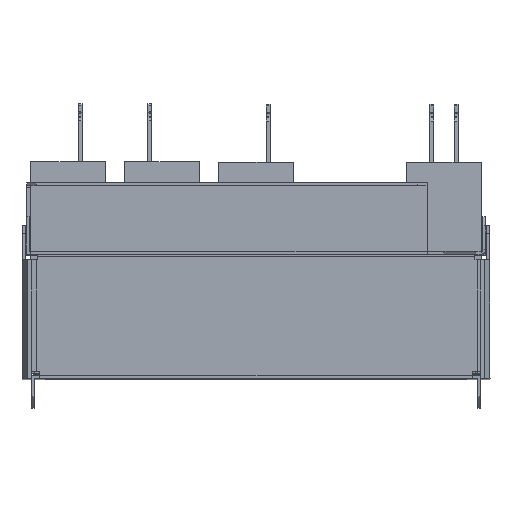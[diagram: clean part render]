
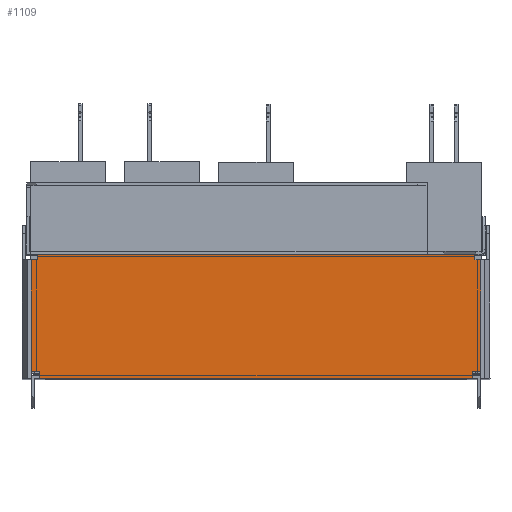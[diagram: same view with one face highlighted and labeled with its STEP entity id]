
A CAD part, top view. The second image highlights one B-rep face of the part: STEP entity #1109.
In plain terms, the highlighted planar face has unit normal (0, 0, 1).
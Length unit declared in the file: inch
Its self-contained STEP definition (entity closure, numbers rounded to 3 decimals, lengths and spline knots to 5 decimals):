
#108=DIRECTION('',(-1.,0.,0.));
#109=VECTOR('',#108,9.17323);
#110=CARTESIAN_POINT('',(14.16518,12.12598,20.3937));
#111=LINE('',#110,#109);
#124=DIRECTION('',(0.,1.,0.));
#125=VECTOR('',#124,0.11811);
#126=CARTESIAN_POINT('',(14.16518,12.00787,20.3937));
#127=LINE('',#126,#125);
#144=DIRECTION('',(0.,-1.,0.));
#145=VECTOR('',#144,0.11811);
#146=CARTESIAN_POINT('',(4.99195,12.12598,20.3937));
#147=LINE('',#146,#145);
#172=DIRECTION('',(0.,-1.,0.));
#173=VECTOR('',#172,0.1378);
#174=CARTESIAN_POINT('',(5.05101,9.66535,20.3937));
#175=LINE('',#174,#173);
#200=DIRECTION('',(0.,1.,0.));
#201=VECTOR('',#200,0.1378);
#202=CARTESIAN_POINT('',(14.10612,9.52756,20.3937));
#203=LINE('',#202,#201);
#312=DIRECTION('',(1.,0.,0.));
#313=VECTOR('',#312,9.05512);
#314=CARTESIAN_POINT('',(5.05101,9.52756,20.3937));
#315=LINE('',#314,#313);
#320=DIRECTION('',(1.,0.,0.));
#321=VECTOR('',#320,0.11811);
#322=CARTESIAN_POINT('',(14.16518,12.00787,20.3937));
#323=LINE('',#322,#321);
#324=DIRECTION('',(0.,-1.,0.));
#325=VECTOR('',#324,2.34252);
#326=CARTESIAN_POINT('',(14.28329,12.00787,20.3937));
#327=LINE('',#326,#325);
#328=DIRECTION('',(1.,0.,0.));
#329=VECTOR('',#328,0.17717);
#330=CARTESIAN_POINT('',(4.87384,9.66535,20.3937));
#331=LINE('',#330,#329);
#353=DIRECTION('',(-1.,0.,0.));
#354=VECTOR('',#353,0.11811);
#355=CARTESIAN_POINT('',(4.99195,12.00787,20.3937));
#356=LINE('',#355,#354);
#378=DIRECTION('',(0.,-1.,0.));
#379=VECTOR('',#378,2.34252);
#380=CARTESIAN_POINT('',(4.87384,12.00787,20.3937));
#381=LINE('',#380,#379);
#426=DIRECTION('',(1.,0.,0.));
#427=VECTOR('',#426,0.17717);
#428=CARTESIAN_POINT('',(14.10612,9.66535,20.3937));
#429=LINE('',#428,#427);
#559=CARTESIAN_POINT('',(14.16518,12.12598,20.3937));
#561=VERTEX_POINT('',#559);
#562=CARTESIAN_POINT('',(4.99195,12.12598,20.3937));
#563=VERTEX_POINT('',#562);
#572=CARTESIAN_POINT('',(14.16518,12.00787,20.3937));
#573=VERTEX_POINT('',#572);
#580=CARTESIAN_POINT('',(4.99195,12.00787,20.3937));
#581=VERTEX_POINT('',#580);
#600=CARTESIAN_POINT('',(5.05101,9.66535,20.3937));
#601=VERTEX_POINT('',#600);
#602=CARTESIAN_POINT('',(5.05101,9.52756,20.3937));
#603=VERTEX_POINT('',#602);
#618=CARTESIAN_POINT('',(14.10612,9.52756,20.3937));
#619=VERTEX_POINT('',#618);
#620=CARTESIAN_POINT('',(14.10612,9.66535,20.3937));
#621=VERTEX_POINT('',#620);
#662=CARTESIAN_POINT('',(4.87384,9.66535,20.3937));
#663=VERTEX_POINT('',#662);
#664=CARTESIAN_POINT('',(4.87384,12.00787,20.3937));
#665=VERTEX_POINT('',#664);
#666=CARTESIAN_POINT('',(14.28329,12.00787,20.3937));
#667=VERTEX_POINT('',#666);
#668=CARTESIAN_POINT('',(14.28329,9.66535,20.3937));
#669=VERTEX_POINT('',#668);
#1084=CARTESIAN_POINT('',(4.97108,12.02874,20.3937));
#1085=DIRECTION('',(0.,0.,-1.));
#1086=DIRECTION('',(1.,0.,0.));
#1087=AXIS2_PLACEMENT_3D('',#1084,#1085,#1086);
#1088=PLANE('',#1087);
#1090=ORIENTED_EDGE('',*,*,#1089,.F.);
#1092=ORIENTED_EDGE('',*,*,#1091,.F.);
#1094=ORIENTED_EDGE('',*,*,#1093,.F.);
#1095=ORIENTED_EDGE('',*,*,#788,.F.);
#1096=ORIENTED_EDGE('',*,*,#713,.F.);
#1097=ORIENTED_EDGE('',*,*,#740,.F.);
#1099=ORIENTED_EDGE('',*,*,#1098,.T.);
#1101=ORIENTED_EDGE('',*,*,#1100,.T.);
#1103=ORIENTED_EDGE('',*,*,#1102,.F.);
#1104=ORIENTED_EDGE('',*,*,#904,.F.);
#1105=ORIENTED_EDGE('',*,*,#1068,.F.);
#1106=ORIENTED_EDGE('',*,*,#848,.F.);
#1107=EDGE_LOOP('',(#1090,#1092,#1094,#1095,#1096,#1097,#1099,#1101,#1103,#1104,
#1105,#1106));
#1108=FACE_OUTER_BOUND('',#1107,.F.);
#713=EDGE_CURVE('',#561,#563,#111,.T.);
#740=EDGE_CURVE('',#573,#561,#127,.T.);
#788=EDGE_CURVE('',#563,#581,#147,.T.);
#848=EDGE_CURVE('',#601,#603,#175,.T.);
#904=EDGE_CURVE('',#619,#621,#203,.T.);
#1068=EDGE_CURVE('',#603,#619,#315,.T.);
#1089=EDGE_CURVE('',#663,#601,#331,.T.);
#1091=EDGE_CURVE('',#665,#663,#381,.T.);
#1093=EDGE_CURVE('',#581,#665,#356,.T.);
#1098=EDGE_CURVE('',#573,#667,#323,.T.);
#1100=EDGE_CURVE('',#667,#669,#327,.T.);
#1102=EDGE_CURVE('',#621,#669,#429,.T.);
#1109=ADVANCED_FACE('',(#1108),#1088,.F.);
